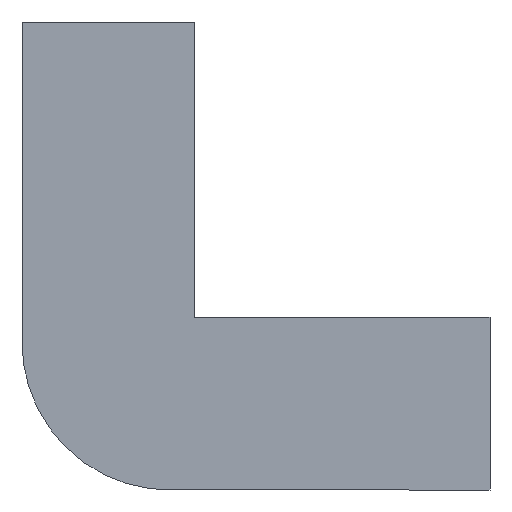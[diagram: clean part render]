
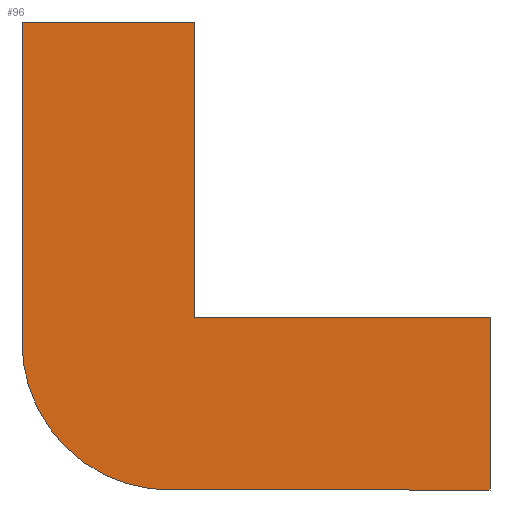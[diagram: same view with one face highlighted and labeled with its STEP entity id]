
A CAD part, left-side view. The second image highlights one B-rep face of the part: STEP entity #96.
In plain terms, the highlighted planar face has unit normal (-1, 0, -0.003).
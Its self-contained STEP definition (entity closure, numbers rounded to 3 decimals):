
#6 = VERTEX_POINT ( 'NONE', #20 ) ;
#20 = CARTESIAN_POINT ( 'NONE',  ( -11.3, 15.85, 15.85 ) ) ;
#50 = CARTESIAN_POINT ( 'NONE',  ( -11.2, -15.85, -15.85 ) ) ;
#51 = EDGE_LOOP ( 'NONE', ( #513, #151, #1034, #532, #966, #385, #923 ) ) ;
#59 = VERTEX_POINT ( 'NONE', #50 ) ;
#65 = CARTESIAN_POINT ( 'NONE',  ( -11.231, 15.85, -5.85 ) ) ;
#83 = VERTEX_POINT ( 'NONE', #65 ) ;
#96 = ADVANCED_FACE ( 'NONE', ( #413 ), #1039, .T. ) ;
#98 = DIRECTION ( 'NONE',  ( 0., -1., 0. ) ) ;
#133 = LINE ( 'NONE', #971, #672 ) ;
#151 = ORIENTED_EDGE ( 'NONE', *, *, #578, .T. ) ;
#154 = CARTESIAN_POINT ( 'NONE',  ( -11.237, -15.85, -4.15 ) ) ;
#221 = VERTEX_POINT ( 'NONE', #499 ) ;
#262 = VECTOR ( 'NONE', #645, 1000. ) ;
#303 = VERTEX_POINT ( 'NONE', #154 ) ;
#330 = AXIS2_PLACEMENT_3D ( 'NONE', #658, #876, #993 ) ;
#339 = LINE ( 'NONE', #441, #851 ) ;
#348 = VECTOR ( 'NONE', #400, 1000. ) ;
#375 = VERTEX_POINT ( 'NONE', #559 ) ;
#385 = ORIENTED_EDGE ( 'NONE', *, *, #681, .T. ) ;
#400 = DIRECTION ( 'NONE',  ( 0.003, 0., -1. ) ) ;
#412 = EDGE_CURVE ( 'NONE', #59, #303, #339, .T. ) ;
#413 = FACE_OUTER_BOUND ( 'NONE', #51, .T. ) ;
#425 = CARTESIAN_POINT ( 'NONE',  ( -11.2, 11.708, -15.85 ) ) ;
#429 = DIRECTION ( 'NONE',  ( -0.003, 0., 1. ) ) ;
#441 = CARTESIAN_POINT ( 'NONE',  ( -11.2, -15.85, -15.85 ) ) ;
#443 = CARTESIAN_POINT ( 'NONE',  ( -11.3, 15.85, 15.85 ) ) ;
#499 = CARTESIAN_POINT ( 'NONE',  ( -11.237, 4.15, -4.15 ) ) ;
#513 = ORIENTED_EDGE ( 'NONE', *, *, #802, .F. ) ;
#532 = ORIENTED_EDGE ( 'NONE', *, *, #964, .T. ) ;
#535 = CARTESIAN_POINT ( 'NONE',  ( -11.231, 15.85, -5.85 ) ) ;
#546 = CARTESIAN_POINT ( 'NONE',  ( -11.213, 15.85, -11.708 ) ) ;
#552 = CARTESIAN_POINT ( 'NONE',  ( -11.3, 4.15, 15.85 ) ) ;
#559 = CARTESIAN_POINT ( 'NONE',  ( -11.2, 5.85, -15.85 ) ) ;
#575 = CARTESIAN_POINT ( 'NONE',  ( -11.2, 5.85, -15.85 ) ) ;
#578 = EDGE_CURVE ( 'NONE', #375, #59, #133, .T. ) ;
#645 = DIRECTION ( 'NONE',  ( -0.003, 0., 1. ) ) ;
#658 = CARTESIAN_POINT ( 'NONE',  ( -11.2, 5.85, -15.85 ) ) ;
#661 = LINE ( 'NONE', #1030, #703 ) ;
#672 = VECTOR ( 'NONE', #98, 1000. ) ;
#681 = EDGE_CURVE ( 'NONE', #814, #6, #811, .T. ) ;
#703 = VECTOR ( 'NONE', #1100, 1000. ) ;
#743 = DIRECTION ( 'NONE',  ( 0., 1., 0. ) ) ;
#757 = CARTESIAN_POINT ( 'NONE',  ( -11.2, 4.15, -15.85 ) ) ;
#768 = EDGE_CURVE ( 'NONE', #6, #83, #968, .T. ) ;
#782 = LINE ( 'NONE', #757, #262 ) ;
#785 = EDGE_CURVE ( 'NONE', #221, #814, #782, .T. ) ;
#802 = EDGE_CURVE ( 'NONE', #375, #83, #818, .T. ) ;
#811 = LINE ( 'NONE', #992, #987 ) ;
#814 = VERTEX_POINT ( 'NONE', #552 ) ;
#818 =( BOUNDED_CURVE ( )  B_SPLINE_CURVE ( 3, ( #575, #425, #546, #535 ),
 .UNSPECIFIED., .F., .F. ) 
 B_SPLINE_CURVE_WITH_KNOTS ( ( 4, 4 ),
 ( 3.142, 4.712 ),
 .UNSPECIFIED. ) 
 CURVE ( )  GEOMETRIC_REPRESENTATION_ITEM ( )  RATIONAL_B_SPLINE_CURVE ( ( 1., 0.805, 0.805, 1. ) ) 
 REPRESENTATION_ITEM ( '' )  );
#851 = VECTOR ( 'NONE', #429, 1000. ) ;
#876 = DIRECTION ( 'NONE',  ( -1., 0., -0.003 ) ) ;
#923 = ORIENTED_EDGE ( 'NONE', *, *, #768, .T. ) ;
#964 = EDGE_CURVE ( 'NONE', #303, #221, #661, .T. ) ;
#966 = ORIENTED_EDGE ( 'NONE', *, *, #785, .T. ) ;
#968 = LINE ( 'NONE', #443, #348 ) ;
#971 = CARTESIAN_POINT ( 'NONE',  ( -11.2, 5.85, -15.85 ) ) ;
#987 = VECTOR ( 'NONE', #743, 1000. ) ;
#992 = CARTESIAN_POINT ( 'NONE',  ( -11.3, 15.85, 15.85 ) ) ;
#993 = DIRECTION ( 'NONE',  ( -0.003, 0., 1. ) ) ;
#1030 = CARTESIAN_POINT ( 'NONE',  ( -11.237, 5.85, -4.15 ) ) ;
#1034 = ORIENTED_EDGE ( 'NONE', *, *, #412, .T. ) ;
#1039 = PLANE ( 'NONE',  #330 ) ;
#1100 = DIRECTION ( 'NONE',  ( 0., 1., 0. ) ) ;
